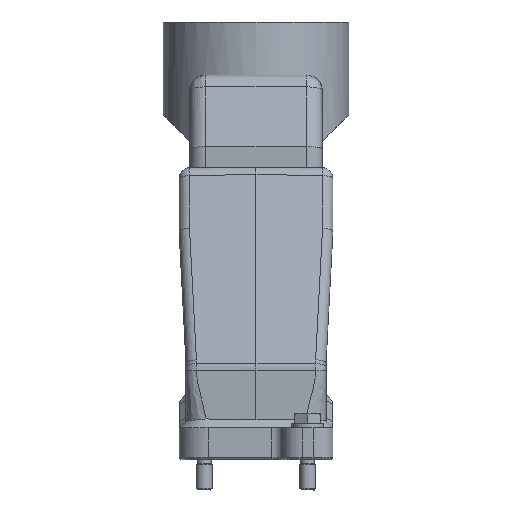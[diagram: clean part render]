
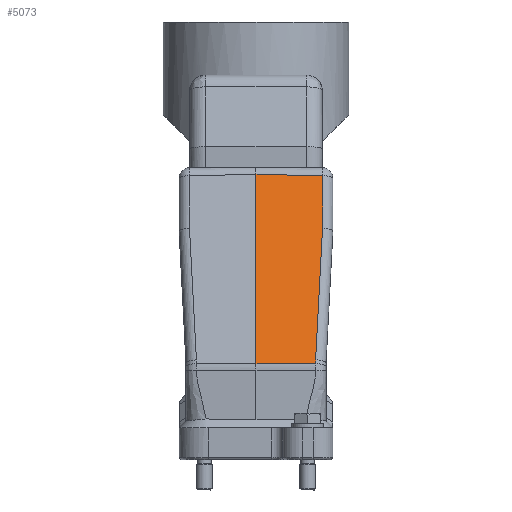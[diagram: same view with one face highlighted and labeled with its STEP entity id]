
A CAD part, left-side view. The second image highlights one B-rep face of the part: STEP entity #5073.
In plain terms, the highlighted planar face has unit normal (-0.966, -0.018, 0.259).
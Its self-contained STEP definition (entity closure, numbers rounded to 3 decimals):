
#5073=ADVANCED_FACE('',(#6028),#5698,.T.);
#5698=PLANE('',#16022);
#6028=FACE_OUTER_BOUND('',#6667,.T.);
#6667=EDGE_LOOP('',(#9610,#9611,#9612,#9613,#9614,#9615));
#7537=LINE('',#21679,#8383);
#7538=LINE('',#21682,#8384);
#7539=LINE('',#21684,#8385);
#7540=LINE('',#21686,#8386);
#7541=LINE('',#21688,#8387);
#7542=LINE('',#21690,#8388);
#8383=VECTOR('',#17594,1.);
#8384=VECTOR('',#17595,1.);
#8385=VECTOR('',#17596,1.);
#8386=VECTOR('',#17597,1.);
#8387=VECTOR('',#17598,1.);
#8388=VECTOR('',#17599,1.);
#9610=ORIENTED_EDGE('',*,*,#13680,.T.);
#9611=ORIENTED_EDGE('',*,*,#13681,.T.);
#9612=ORIENTED_EDGE('',*,*,#13682,.F.);
#9613=ORIENTED_EDGE('',*,*,#13683,.T.);
#9614=ORIENTED_EDGE('',*,*,#13684,.T.);
#9615=ORIENTED_EDGE('',*,*,#13685,.T.);
#12596=VERTEX_POINT('',#21680);
#12597=VERTEX_POINT('',#21681);
#12598=VERTEX_POINT('',#21683);
#12599=VERTEX_POINT('',#21685);
#12600=VERTEX_POINT('',#21687);
#12601=VERTEX_POINT('',#21689);
#13680=EDGE_CURVE('',#12596,#12597,#7537,.T.);
#13681=EDGE_CURVE('',#12597,#12598,#7538,.T.);
#13682=EDGE_CURVE('',#12599,#12598,#7539,.T.);
#13683=EDGE_CURVE('',#12599,#12600,#7540,.T.);
#13684=EDGE_CURVE('',#12600,#12601,#7541,.T.);
#13685=EDGE_CURVE('',#12601,#12596,#7542,.T.);
#16022=AXIS2_PLACEMENT_3D('',#21691,#17600,#17601);
#17594=DIRECTION('',(0.259,0.,0.966));
#17595=DIRECTION('',(-0.013,1.,0.017));
#17596=DIRECTION('',(0.259,0.,0.966));
#17597=DIRECTION('',(0.017,-1.,-0.002));
#17598=DIRECTION('',(0.259,0.,0.966));
#17599=DIRECTION('',(0.259,-0.051,0.964));
#17600=DIRECTION('',(-0.966,-0.017,0.259));
#17601=DIRECTION('',(0.259,0.,0.966));
#21679=CARTESIAN_POINT('',(-54.448,-25.07,91.962));
#21680=CARTESIAN_POINT('',(-60.546,-25.07,69.201));
#21681=CARTESIAN_POINT('',(-55.228,-25.07,89.048));
#21682=CARTESIAN_POINT('',(-55.551,-1.005,89.468));
#21683=CARTESIAN_POINT('',(-55.564,0.,89.486));
#21684=CARTESIAN_POINT('',(-75.,0.,16.95));
#21685=CARTESIAN_POINT('',(-74.659,0.,18.221));
#21686=CARTESIAN_POINT('',(-74.659,0.003,18.221));
#21687=CARTESIAN_POINT('',(-74.267,-22.47,18.17));
#21688=CARTESIAN_POINT('',(-74.187,-22.47,18.468));
#21689=CARTESIAN_POINT('',(-73.887,-22.47,19.59));
#21690=CARTESIAN_POINT('',(-60.796,-25.021,68.273));
#21691=CARTESIAN_POINT('',(-75.,0.,16.95));
